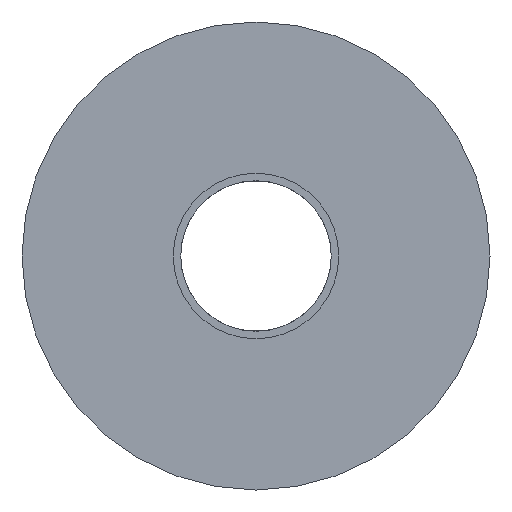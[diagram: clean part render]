
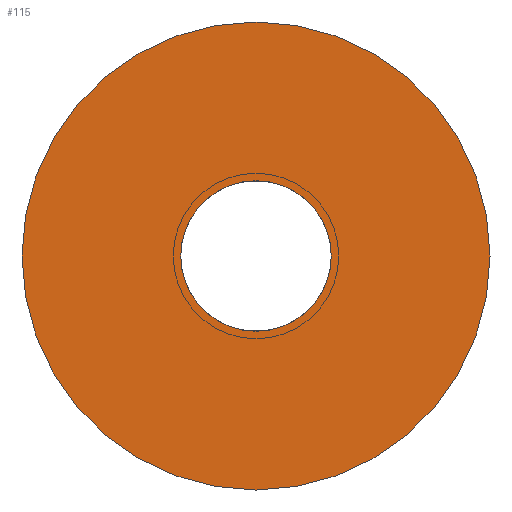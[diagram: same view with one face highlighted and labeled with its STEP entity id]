
A CAD part, front view. The second image highlights one B-rep face of the part: STEP entity #115.
In plain terms, the highlighted planar face has unit normal (0, -1, 0).
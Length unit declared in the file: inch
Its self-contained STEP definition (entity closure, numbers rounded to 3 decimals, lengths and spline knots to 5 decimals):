
#29=FACE_BOUND('',#46,.T.);
#37=FACE_OUTER_BOUND('',#45,.T.);
#45=EDGE_LOOP('',(#93));
#46=EDGE_LOOP('',(#94));
#61=CIRCLE('',#132,0.3125);
#62=CIRCLE('',#133,0.1005);
#69=VERTEX_POINT('',#183);
#70=VERTEX_POINT('',#185);
#81=EDGE_CURVE('',#69,#69,#61,.T.);
#82=EDGE_CURVE('',#70,#70,#62,.T.);
#93=ORIENTED_EDGE('',*,*,#81,.F.);
#94=ORIENTED_EDGE('',*,*,#82,.F.);
#111=PLANE('',#131);
#115=ADVANCED_FACE('',(#37,#29),#111,.F.);
#131=AXIS2_PLACEMENT_3D('',#182,#149,#150);
#132=AXIS2_PLACEMENT_3D('',#184,#151,#152);
#133=AXIS2_PLACEMENT_3D('',#186,#153,#154);
#149=DIRECTION('center_axis',(0.,1.,0.));
#150=DIRECTION('ref_axis',(1.,0.,0.));
#151=DIRECTION('center_axis',(0.,1.,0.));
#152=DIRECTION('ref_axis',(1.,0.,0.));
#153=DIRECTION('center_axis',(0.,-1.,0.));
#154=DIRECTION('ref_axis',(-1.,0.,0.));
#182=CARTESIAN_POINT('Origin',(0.,0.,0.));
#183=CARTESIAN_POINT('',(0.3125,0.,0.));
#184=CARTESIAN_POINT('Origin',(0.,0.,0.));
#185=CARTESIAN_POINT('',(-0.1005,0.,0.));
#186=CARTESIAN_POINT('Origin',(0.,0.,0.));
